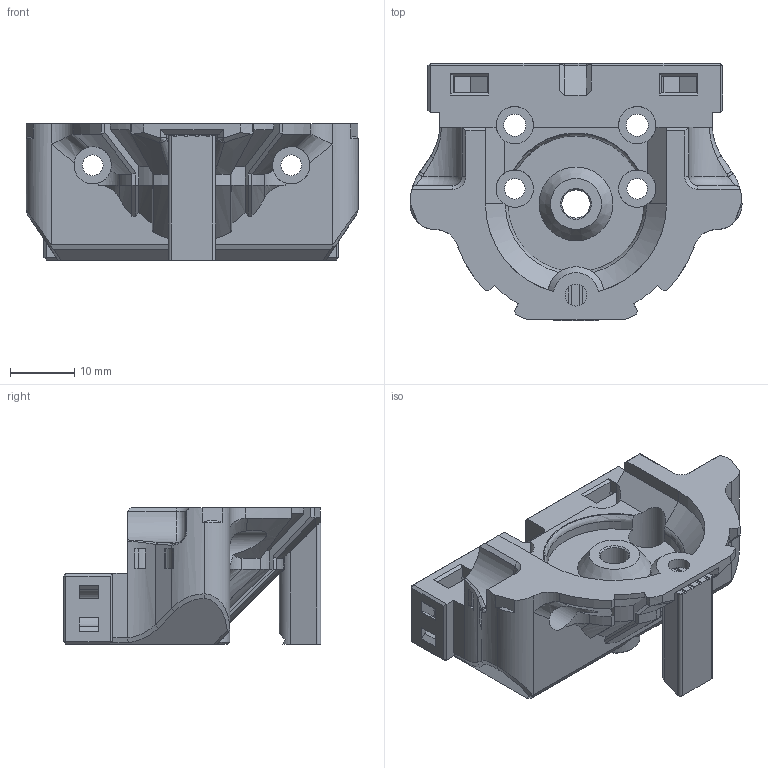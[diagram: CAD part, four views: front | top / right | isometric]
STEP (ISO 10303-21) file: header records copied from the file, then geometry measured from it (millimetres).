
FILE_DESCRIPTION(/* description */ ('STEP AP242','CAx-IF Rec.Pracs.---Representation and Presentation of Product Manufacturing Information (PMI)---4.0---2014-10-13','CAx-IF Rec.Pracs.---3D Tessellated Geometry---0.4---2014-09-14','2;1'),/* implementation_level */ '2;1');
FILE_NAME(/* name */ 'Xol Extruder Mount - VZ-Hex+LGX-L',/* time_stamp */ '2024-06-15T13:28:15Z',/* author */ (''),/* organization */ (''),/* preprocessor_version */ 'ST-DEVELOPER v20',/* originating_system */ ' ',/* authorisation */ ' ');
FILE_SCHEMA (('AP242_MANAGED_MODEL_BASED_3D_ENGINEERING_MIM_LF { 1 0 10303 442 1 1 4 }'));
Length unit declared in the file: metre
Products named in the file (3): Xol Extruder Mount - VZ-Hex+LGX-L; VZ-Hex+LGX-L; Part 30
Assembly tree (2 placements, depth 2):
  Xol Extruder Mount - VZ-Hex+LGX-L
    VZ-Hex+LGX-L
    Part 30
Bounding box: 51.5 x 39.97 x 21.18 mm (x, y, z)
Volume: 17809.3 mm3; surface area: 8521.4 mm2
Topology: 2 solids, 2 shells, 315 faces, 846 edges, 538 vertices
Faces by surface type: plane 180, cylinder 58, bspline 51, cone 21, torus 5
Full cylindrical faces by diameter (mm): 3.2 x4, 3.4 x5, 4.4 x1, 5.8 x6
Entity records: 10609 total; most frequent: CARTESIAN_POINT 3194, ORIENTED_EDGE 1608, DIRECTION 1339, EDGE_CURVE 804, VERTEX_POINT 523, LINE 469, VECTOR 469, AXIS2_PLACEMENT_3D 435
